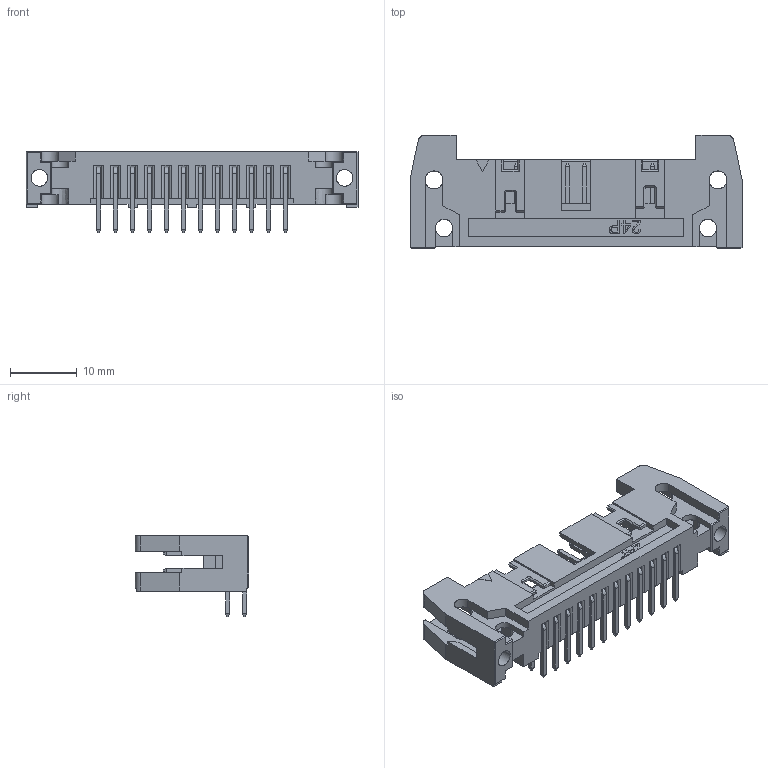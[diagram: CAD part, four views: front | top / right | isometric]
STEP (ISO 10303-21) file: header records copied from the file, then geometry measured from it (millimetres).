
FILE_DESCRIPTION( ('This file contains a STEP AP42 implementation' ,'as created by ZW3D STEP Interface translator.') ,'2;1' );
FILE_NAME( '3210-XXRXXBNX1.stp' ,'231129.151841', (''), ('ZWCAD Software Co.'), 'Version 1.0', 'ZW3D to STEP translator', '' );
FILE_SCHEMA(('AUTOMOTIVE_DESIGN { 1 0 10303 214 1 1 1 1 }'));
Length unit declared in the file: millimetre
Products named in the file (2): 0; 3210-24RXXBNA1
Bounding box: 49.68 x 17 x 12.13 mm (x, y, z)
Volume: 2754.6 mm3; surface area: 4871.8 mm2
Topology: 1 solids, 1 shells, 1010 faces, 2749 edges, 1746 vertices
Faces by surface type: plane 851, cylinder 114, bspline 37, cone 8
Entity records: 41602 total; most frequent: CARTESIAN_POINT 19866, ORIENTED_EDGE 5490, EDGE_CURVE 2745, DIRECTION 2436, B_SPLINE_CURVE_WITH_KNOTS 2273, VERTEX_POINT 1746, EDGE_LOOP 1043, FACE_OUTER_BOUND 1010
